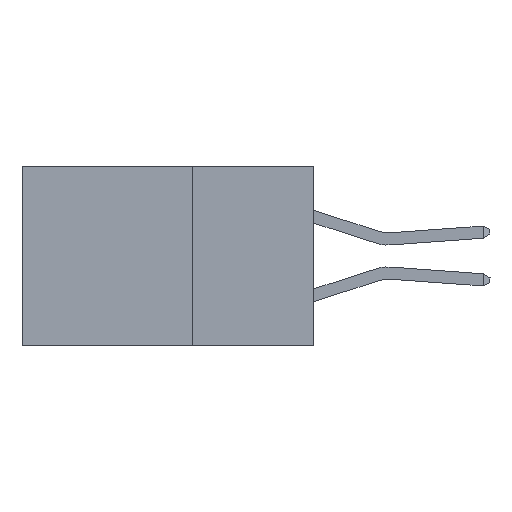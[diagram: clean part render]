
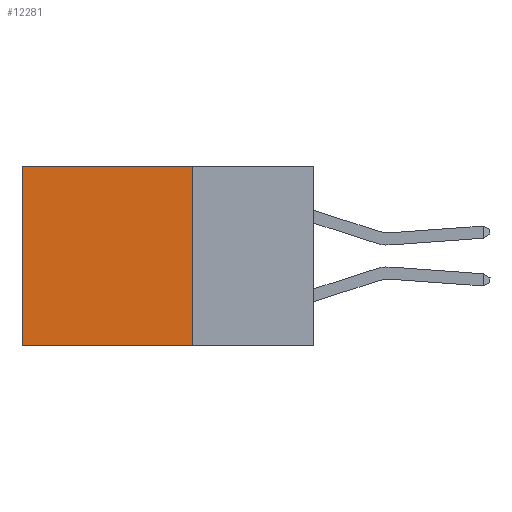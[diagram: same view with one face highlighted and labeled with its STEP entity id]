
A CAD part, left-side view. The second image highlights one B-rep face of the part: STEP entity #12281.
In plain terms, the highlighted planar face has unit normal (-1, 0, 0).
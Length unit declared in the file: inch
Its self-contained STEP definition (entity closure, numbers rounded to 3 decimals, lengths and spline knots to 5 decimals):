
#347 = EDGE_LOOP ( 'NONE', ( #12333, #6487, #6522, #7536 ) ) ;
#670 = VECTOR ( 'NONE', #10968, 39.37008 ) ;
#801 = EDGE_CURVE ( 'NONE', #9099, #6157, #6857, .T. ) ;
#1509 = LINE ( 'NONE', #17770, #4500 ) ;
#3937 = VECTOR ( 'NONE', #14043, 39.37008 ) ;
#4500 = VECTOR ( 'NONE', #10650, 39.37008 ) ;
#4511 = EDGE_CURVE ( 'NONE', #6157, #15802, #5491, .T. ) ;
#4935 = DIRECTION ( 'NONE',  ( 1., 0., 0. ) ) ;
#5491 = LINE ( 'NONE', #6590, #670 ) ;
#6157 = VERTEX_POINT ( 'NONE', #14681 ) ;
#6487 = ORIENTED_EDGE ( 'NONE', *, *, #6503, .F. ) ;
#6503 = EDGE_CURVE ( 'NONE', #12001, #15802, #16127, .T. ) ;
#6522 = ORIENTED_EDGE ( 'NONE', *, *, #14773, .F. ) ;
#6590 = CARTESIAN_POINT ( 'NONE',  ( 0.2875, 0.6, 0. ) ) ;
#6857 = LINE ( 'NONE', #14379, #3937 ) ;
#7536 = ORIENTED_EDGE ( 'NONE', *, *, #801, .T. ) ;
#8007 = CARTESIAN_POINT ( 'NONE',  ( 0.2875, 0.25, -0.37 ) ) ;
#8872 = VECTOR ( 'NONE', #12446, 39.37008 ) ;
#8955 = FACE_OUTER_BOUND ( 'NONE', #347, .T. ) ;
#9005 = AXIS2_PLACEMENT_3D ( 'NONE', #13690, #4935, #15125 ) ;
#9099 = VERTEX_POINT ( 'NONE', #17372 ) ;
#10650 = DIRECTION ( 'NONE',  ( 0., 0., -1. ) ) ;
#10968 = DIRECTION ( 'NONE',  ( 0., 0., -1. ) ) ;
#11419 = CARTESIAN_POINT ( 'NONE',  ( 0.2875, 0.6, -0.37 ) ) ;
#12001 = VERTEX_POINT ( 'NONE', #17440 ) ;
#12281 = ADVANCED_FACE ( 'NONE', ( #8955 ), #16463, .F. ) ;
#12333 = ORIENTED_EDGE ( 'NONE', *, *, #4511, .T. ) ;
#12446 = DIRECTION ( 'NONE',  ( 0., 1., 0. ) ) ;
#13690 = CARTESIAN_POINT ( 'NONE',  ( 0.2875, 0.25, 0. ) ) ;
#14043 = DIRECTION ( 'NONE',  ( 0., 1., 0. ) ) ;
#14379 = CARTESIAN_POINT ( 'NONE',  ( 0.2875, 0.25, 0. ) ) ;
#14681 = CARTESIAN_POINT ( 'NONE',  ( 0.2875, 0.6, 0. ) ) ;
#14773 = EDGE_CURVE ( 'NONE', #9099, #12001, #1509, .T. ) ;
#15125 = DIRECTION ( 'NONE',  ( 0., 0., -1. ) ) ;
#15802 = VERTEX_POINT ( 'NONE', #11419 ) ;
#16127 = LINE ( 'NONE', #8007, #8872 ) ;
#16463 = PLANE ( 'NONE',  #9005 ) ;
#17372 = CARTESIAN_POINT ( 'NONE',  ( 0.2875, 0.25, 0. ) ) ;
#17440 = CARTESIAN_POINT ( 'NONE',  ( 0.2875, 0.25, -0.37 ) ) ;
#17770 = CARTESIAN_POINT ( 'NONE',  ( 0.2875, 0.25, 0. ) ) ;
